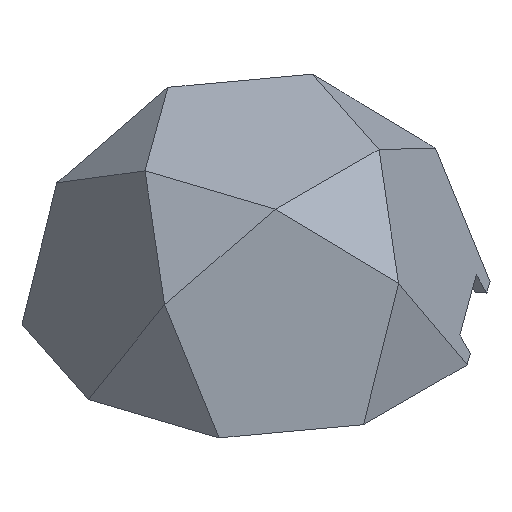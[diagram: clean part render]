
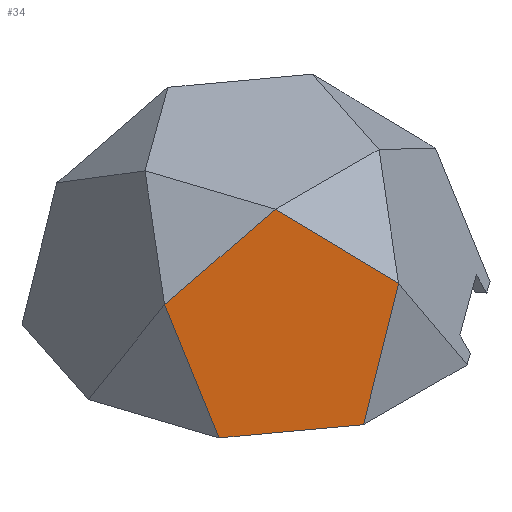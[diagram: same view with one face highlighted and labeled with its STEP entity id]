
A CAD part, isometric view. The second image highlights one B-rep face of the part: STEP entity #34.
In plain terms, the highlighted planar face has unit normal (-0.526, -0.724, 0.447).
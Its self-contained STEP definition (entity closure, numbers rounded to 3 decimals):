
#34=ADVANCED_FACE('',(#70),#568,.T.);
#70=FACE_OUTER_BOUND('',#106,.T.);
#106=EDGE_LOOP('',(#162,#163,#164,#165,#166));
#162=ORIENTED_EDGE('',*,*,#320,.F.);
#163=ORIENTED_EDGE('',*,*,#333,.F.);
#164=ORIENTED_EDGE('',*,*,#397,.T.);
#165=ORIENTED_EDGE('',*,*,#322,.F.);
#166=ORIENTED_EDGE('',*,*,#316,.F.);
#316=EDGE_CURVE('',#510,#512,#408,.T.);
#320=EDGE_CURVE('',#513,#510,#412,.T.);
#322=EDGE_CURVE('',#512,#500,#414,.T.);
#333=EDGE_CURVE('',#505,#513,#425,.T.);
#397=EDGE_CURVE('',#505,#500,#489,.T.);
#408=B_SPLINE_CURVE_WITH_KNOTS('',1,(#786,#787),.UNSPECIFIED.,.F.,.F.,(2,
2),(0.,1.),.UNSPECIFIED.);
#412=B_SPLINE_CURVE_WITH_KNOTS('',1,(#794,#795),.UNSPECIFIED.,.F.,.F.,(2,
2),(2.,3.),.UNSPECIFIED.);
#414=B_SPLINE_CURVE_WITH_KNOTS('',1,(#798,#799),.UNSPECIFIED.,.F.,.F.,(2,
2),(2.,3.),.UNSPECIFIED.);
#425=B_SPLINE_CURVE_WITH_KNOTS('',1,(#820,#821),.UNSPECIFIED.,.F.,.F.,(2,
2),(1.,2.),.UNSPECIFIED.);
#489=B_SPLINE_CURVE_WITH_KNOTS('',1,(#1020,#1021,#1022,#1023),
 .UNSPECIFIED.,.F.,.F.,(2,1,1,2),(2.,2.026,2.974,
3.),.UNSPECIFIED.);
#500=VERTEX_POINT('',#728);
#505=VERTEX_POINT('',#733);
#510=VERTEX_POINT('',#738);
#512=VERTEX_POINT('',#740);
#513=VERTEX_POINT('',#741);
#568=PLANE('',#624);
#624=AXIS2_PLACEMENT_3D('',#702,#663,$);
#663=DIRECTION('',(-0.526,-0.724,0.447));
#702=CARTESIAN_POINT('',(-327.199,-5.914,38.279));
#728=CARTESIAN_POINT('',(-308.996,-42.798,0.));
#733=CARTESIAN_POINT('',(-331.496,-26.45,0.));
#738=CARTESIAN_POINT('',(-308.996,-19.14,38.279));
#740=CARTESIAN_POINT('',(-295.09,-38.279,23.658));
#741=CARTESIAN_POINT('',(-331.496,-11.829,23.658));
#786=CARTESIAN_POINT('',(-308.996,-19.14,38.279));
#787=CARTESIAN_POINT('',(-295.09,-38.279,23.658));
#794=CARTESIAN_POINT('',(-331.496,-11.829,23.658));
#795=CARTESIAN_POINT('',(-308.996,-19.14,38.279));
#798=CARTESIAN_POINT('',(-295.09,-38.279,23.658));
#799=CARTESIAN_POINT('',(-308.996,-42.798,0.));
#820=CARTESIAN_POINT('',(-331.496,-26.45,0.));
#821=CARTESIAN_POINT('',(-331.496,-11.829,23.658));
#1020=CARTESIAN_POINT('',(-331.496,-26.45,0.));
#1021=CARTESIAN_POINT('',(-330.921,-26.868,0.));
#1022=CARTESIAN_POINT('',(-309.572,-42.379,0.));
#1023=CARTESIAN_POINT('',(-308.996,-42.798,0.));
